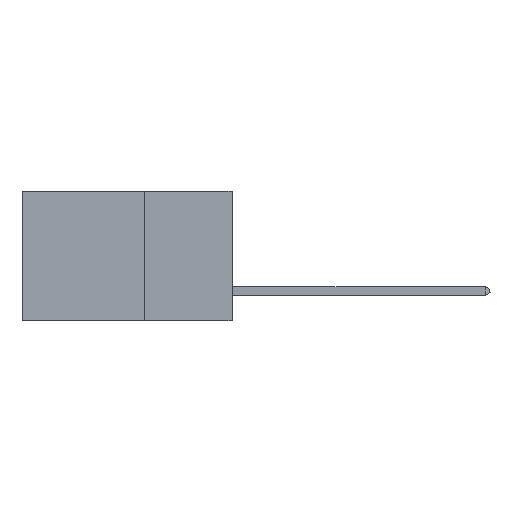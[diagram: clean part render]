
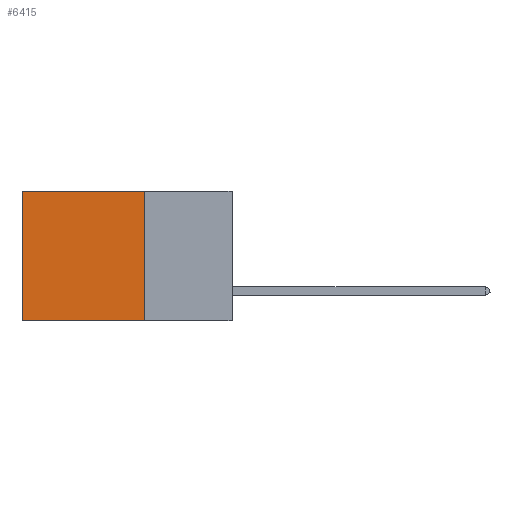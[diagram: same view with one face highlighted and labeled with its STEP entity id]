
A CAD part, left-side view. The second image highlights one B-rep face of the part: STEP entity #6415.
In plain terms, the highlighted planar face has unit normal (-1, 0, 0).
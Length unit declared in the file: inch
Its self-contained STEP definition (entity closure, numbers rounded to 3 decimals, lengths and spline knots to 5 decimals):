
#1410 = DIRECTION ( 'NONE',  ( 0., 0., -1. ) ) ;
#1646 = CARTESIAN_POINT ( 'NONE',  ( 0.2875, 0.25, 0. ) ) ;
#2052 = PLANE ( 'NONE',  #7054 ) ;
#2362 = FACE_OUTER_BOUND ( 'NONE', #3560, .T. ) ;
#2595 = VERTEX_POINT ( 'NONE', #5273 ) ;
#3394 = CARTESIAN_POINT ( 'NONE',  ( 0.2875, 0.25, 0. ) ) ;
#3520 = LINE ( 'NONE', #1646, #10156 ) ;
#3560 = EDGE_LOOP ( 'NONE', ( #10708, #10029, #15415, #10382 ) ) ;
#4064 = EDGE_CURVE ( 'NONE', #14680, #11453, #10071, .T. ) ;
#4125 = VECTOR ( 'NONE', #6202, 39.37008 ) ;
#4677 = DIRECTION ( 'NONE',  ( 0., 0., -1. ) ) ;
#5047 = CARTESIAN_POINT ( 'NONE',  ( 0.2875, 0.25, 0. ) ) ;
#5273 = CARTESIAN_POINT ( 'NONE',  ( 0.2875, 0.6, -0.37 ) ) ;
#6202 = DIRECTION ( 'NONE',  ( 0., 1., 0. ) ) ;
#6378 = VERTEX_POINT ( 'NONE', #7383 ) ;
#6415 = ADVANCED_FACE ( 'NONE', ( #2362 ), #2052, .F. ) ;
#6419 = CARTESIAN_POINT ( 'NONE',  ( 0.2875, 0.6, 0. ) ) ;
#6594 = DIRECTION ( 'NONE',  ( 0., 0., -1. ) ) ;
#7054 = AXIS2_PLACEMENT_3D ( 'NONE', #3394, #7216, #4677 ) ;
#7216 = DIRECTION ( 'NONE',  ( 1., 0., 0. ) ) ;
#7383 = CARTESIAN_POINT ( 'NONE',  ( 0.2875, 0.25, -0.37 ) ) ;
#7834 = CARTESIAN_POINT ( 'NONE',  ( 0.2875, 0.6, 0. ) ) ;
#8441 = CARTESIAN_POINT ( 'NONE',  ( 0.2875, 0.25, 0. ) ) ;
#8618 = CARTESIAN_POINT ( 'NONE',  ( 0.2875, 0.25, -0.37 ) ) ;
#8771 = LINE ( 'NONE', #8618, #4125 ) ;
#9469 = DIRECTION ( 'NONE',  ( 0., 1., 0. ) ) ;
#10029 = ORIENTED_EDGE ( 'NONE', *, *, #15122, .F. ) ;
#10071 = LINE ( 'NONE', #8441, #16457 ) ;
#10156 = VECTOR ( 'NONE', #6594, 39.37008 ) ;
#10351 = LINE ( 'NONE', #7834, #12332 ) ;
#10382 = ORIENTED_EDGE ( 'NONE', *, *, #4064, .T. ) ;
#10708 = ORIENTED_EDGE ( 'NONE', *, *, #10730, .T. ) ;
#10730 = EDGE_CURVE ( 'NONE', #11453, #2595, #10351, .T. ) ;
#10753 = EDGE_CURVE ( 'NONE', #14680, #6378, #3520, .T. ) ;
#11453 = VERTEX_POINT ( 'NONE', #6419 ) ;
#12332 = VECTOR ( 'NONE', #1410, 39.37008 ) ;
#14680 = VERTEX_POINT ( 'NONE', #5047 ) ;
#15122 = EDGE_CURVE ( 'NONE', #6378, #2595, #8771, .T. ) ;
#15415 = ORIENTED_EDGE ( 'NONE', *, *, #10753, .F. ) ;
#16457 = VECTOR ( 'NONE', #9469, 39.37008 ) ;
